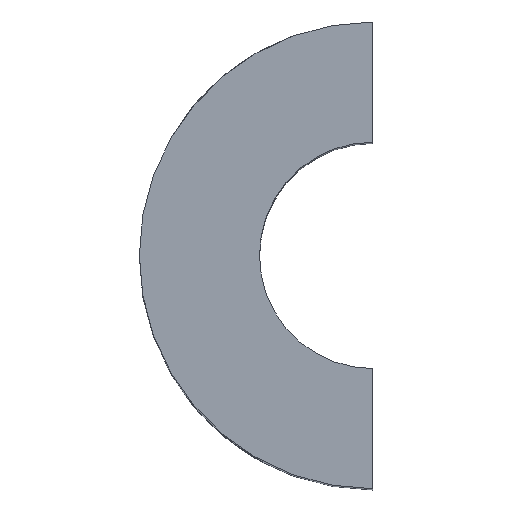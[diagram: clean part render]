
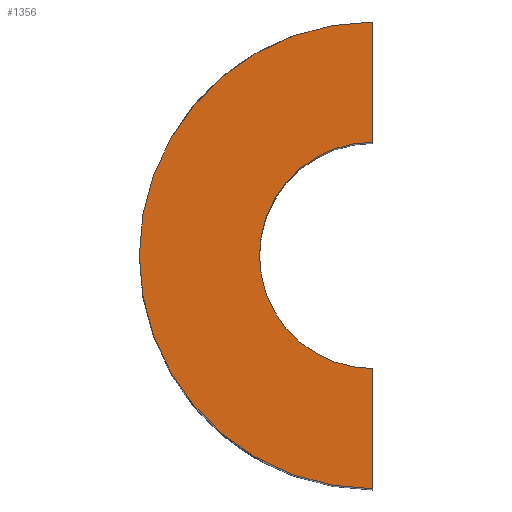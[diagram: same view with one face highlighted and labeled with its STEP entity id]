
A CAD part, top view. The second image highlights one B-rep face of the part: STEP entity #1356.
In plain terms, the highlighted planar face has unit normal (0, 0, 1).
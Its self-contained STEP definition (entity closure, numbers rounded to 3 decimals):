
#46 = VERTEX_POINT('',#47);
#47 = CARTESIAN_POINT('',(0.,14.125,87.8));
#54 = CYLINDRICAL_SURFACE('',#55,14.125);
#55 = AXIS2_PLACEMENT_3D('',#56,#57,#58);
#56 = CARTESIAN_POINT('',(0.,0.,0.));
#57 = DIRECTION('',(-0.,-0.,-1.));
#58 = DIRECTION('',(1.,0.,0.));
#66 = PLANE('',#67);
#67 = AXIS2_PLACEMENT_3D('',#68,#69,#70);
#68 = CARTESIAN_POINT('',(0.,14.125,0.));
#69 = DIRECTION('',(-1.,0.,0.));
#70 = DIRECTION('',(0.,1.,0.));
#78 = EDGE_CURVE('',#46,#79,#81,.T.);
#79 = VERTEX_POINT('',#80);
#80 = CARTESIAN_POINT('',(0.,-14.125,87.8));
#81 = SURFACE_CURVE('',#82,(#87,#94),.PCURVE_S1.);
#82 = CIRCLE('',#83,14.125);
#83 = AXIS2_PLACEMENT_3D('',#84,#85,#86);
#84 = CARTESIAN_POINT('',(0.,0.,87.8));
#85 = DIRECTION('',(0.,0.,1.));
#86 = DIRECTION('',(1.,0.,0.));
#87 = PCURVE('',#54,#88);
#88 = DEFINITIONAL_REPRESENTATION('',(#89),#93);
#89 = LINE('',#90,#91);
#90 = CARTESIAN_POINT('',(-0.,-87.8));
#91 = VECTOR('',#92,1.);
#92 = DIRECTION('',(-1.,0.));
#93 = ( GEOMETRIC_REPRESENTATION_CONTEXT(2) 
PARAMETRIC_REPRESENTATION_CONTEXT() REPRESENTATION_CONTEXT('2D SPACE',''
  ) );
#94 = PCURVE('',#95,#100);
#95 = PLANE('',#96);
#96 = AXIS2_PLACEMENT_3D('',#97,#98,#99);
#97 = CARTESIAN_POINT('',(-11.36,0.,87.8));
#98 = DIRECTION('',(0.,0.,1.));
#99 = DIRECTION('',(1.,0.,0.));
#100 = DEFINITIONAL_REPRESENTATION('',(#101),#105);
#101 = CIRCLE('',#102,14.125);
#102 = AXIS2_PLACEMENT_2D('',#103,#104);
#103 = CARTESIAN_POINT('',(11.36,0.));
#104 = DIRECTION('',(1.,0.));
#105 = ( GEOMETRIC_REPRESENTATION_CONTEXT(2) 
PARAMETRIC_REPRESENTATION_CONTEXT() REPRESENTATION_CONTEXT('2D SPACE',''
  ) );
#123 = PLANE('',#124);
#124 = AXIS2_PLACEMENT_3D('',#125,#126,#127);
#125 = CARTESIAN_POINT('',(0.,-14.125,0.));
#126 = DIRECTION('',(1.,0.,0.));
#127 = DIRECTION('',(0.,-1.,0.));
#166 = EDGE_CURVE('',#46,#167,#169,.T.);
#167 = VERTEX_POINT('',#168);
#168 = CARTESIAN_POINT('',(0.,29.125,87.8));
#169 = SURFACE_CURVE('',#170,(#174,#181),.PCURVE_S1.);
#170 = LINE('',#171,#172);
#171 = CARTESIAN_POINT('',(0.,14.125,87.8));
#172 = VECTOR('',#173,1.);
#173 = DIRECTION('',(0.,1.,0.));
#174 = PCURVE('',#66,#175);
#175 = DEFINITIONAL_REPRESENTATION('',(#176),#180);
#176 = LINE('',#177,#178);
#177 = CARTESIAN_POINT('',(0.,-87.8));
#178 = VECTOR('',#179,1.);
#179 = DIRECTION('',(1.,0.));
#180 = ( GEOMETRIC_REPRESENTATION_CONTEXT(2) 
PARAMETRIC_REPRESENTATION_CONTEXT() REPRESENTATION_CONTEXT('2D SPACE',''
  ) );
#181 = PCURVE('',#95,#182);
#182 = DEFINITIONAL_REPRESENTATION('',(#183),#187);
#183 = LINE('',#184,#185);
#184 = CARTESIAN_POINT('',(11.36,14.125));
#185 = VECTOR('',#186,1.);
#186 = DIRECTION('',(0.,1.));
#187 = ( GEOMETRIC_REPRESENTATION_CONTEXT(2) 
PARAMETRIC_REPRESENTATION_CONTEXT() REPRESENTATION_CONTEXT('2D SPACE',''
  ) );
#205 = CYLINDRICAL_SURFACE('',#206,29.125);
#206 = AXIS2_PLACEMENT_3D('',#207,#208,#209);
#207 = CARTESIAN_POINT('',(0.,0.,0.));
#208 = DIRECTION('',(-0.,-0.,-1.));
#209 = DIRECTION('',(1.,0.,0.));
#752 = EDGE_CURVE('',#79,#753,#755,.T.);
#753 = VERTEX_POINT('',#754);
#754 = CARTESIAN_POINT('',(0.,-29.125,87.8));
#755 = SURFACE_CURVE('',#756,(#760,#767),.PCURVE_S1.);
#756 = LINE('',#757,#758);
#757 = CARTESIAN_POINT('',(0.,-14.125,87.8));
#758 = VECTOR('',#759,1.);
#759 = DIRECTION('',(0.,-1.,0.));
#760 = PCURVE('',#123,#761);
#761 = DEFINITIONAL_REPRESENTATION('',(#762),#766);
#762 = LINE('',#763,#764);
#763 = CARTESIAN_POINT('',(0.,-87.8));
#764 = VECTOR('',#765,1.);
#765 = DIRECTION('',(1.,0.));
#766 = ( GEOMETRIC_REPRESENTATION_CONTEXT(2) 
PARAMETRIC_REPRESENTATION_CONTEXT() REPRESENTATION_CONTEXT('2D SPACE',''
  ) );
#767 = PCURVE('',#95,#768);
#768 = DEFINITIONAL_REPRESENTATION('',(#769),#773);
#769 = LINE('',#770,#771);
#770 = CARTESIAN_POINT('',(11.36,-14.125));
#771 = VECTOR('',#772,1.);
#772 = DIRECTION('',(0.,-1.));
#773 = ( GEOMETRIC_REPRESENTATION_CONTEXT(2) 
PARAMETRIC_REPRESENTATION_CONTEXT() REPRESENTATION_CONTEXT('2D SPACE',''
  ) );
#1356 = ADVANCED_FACE('',(#1357),#95,.T.);
#1357 = FACE_BOUND('',#1358,.F.);
#1358 = EDGE_LOOP('',(#1359,#1360,#1361,#1383));
#1359 = ORIENTED_EDGE('',*,*,#78,.T.);
#1360 = ORIENTED_EDGE('',*,*,#752,.T.);
#1361 = ORIENTED_EDGE('',*,*,#1362,.F.);
#1362 = EDGE_CURVE('',#167,#753,#1363,.T.);
#1363 = SURFACE_CURVE('',#1364,(#1369,#1376),.PCURVE_S1.);
#1364 = CIRCLE('',#1365,29.125);
#1365 = AXIS2_PLACEMENT_3D('',#1366,#1367,#1368);
#1366 = CARTESIAN_POINT('',(0.,0.,87.8));
#1367 = DIRECTION('',(0.,0.,1.));
#1368 = DIRECTION('',(1.,0.,0.));
#1369 = PCURVE('',#95,#1370);
#1370 = DEFINITIONAL_REPRESENTATION('',(#1371),#1375);
#1371 = CIRCLE('',#1372,29.125);
#1372 = AXIS2_PLACEMENT_2D('',#1373,#1374);
#1373 = CARTESIAN_POINT('',(11.36,0.));
#1374 = DIRECTION('',(1.,0.));
#1375 = ( GEOMETRIC_REPRESENTATION_CONTEXT(2) 
PARAMETRIC_REPRESENTATION_CONTEXT() REPRESENTATION_CONTEXT('2D SPACE',''
  ) );
#1376 = PCURVE('',#205,#1377);
#1377 = DEFINITIONAL_REPRESENTATION('',(#1378),#1382);
#1378 = LINE('',#1379,#1380);
#1379 = CARTESIAN_POINT('',(-0.,-87.8));
#1380 = VECTOR('',#1381,1.);
#1381 = DIRECTION('',(-1.,0.));
#1382 = ( GEOMETRIC_REPRESENTATION_CONTEXT(2) 
PARAMETRIC_REPRESENTATION_CONTEXT() REPRESENTATION_CONTEXT('2D SPACE',''
  ) );
#1383 = ORIENTED_EDGE('',*,*,#166,.F.);
